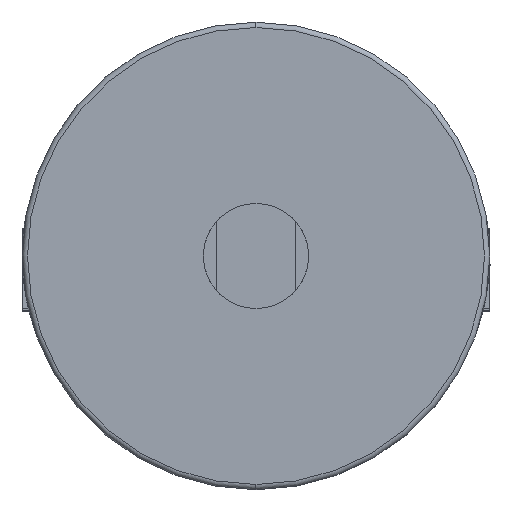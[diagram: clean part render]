
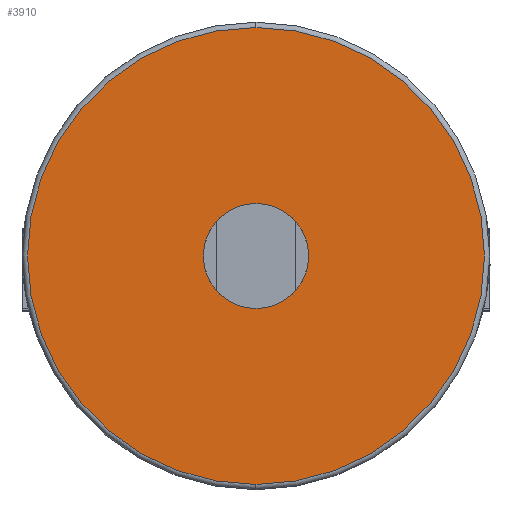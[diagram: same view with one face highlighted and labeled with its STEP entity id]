
A CAD part, left-side view. The second image highlights one B-rep face of the part: STEP entity #3910.
In plain terms, the highlighted planar face has unit normal (-1, 0, 0).
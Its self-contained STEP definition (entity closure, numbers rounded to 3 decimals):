
#217 = DIRECTION ( 'NONE',  ( 0., 0., 1. ) ) ;
#1075 = CIRCLE ( 'NONE', #13172, 43.5 ) ;
#1327 = CIRCLE ( 'NONE', #9571, 10. ) ;
#1889 = VERTEX_POINT ( 'NONE', #9395 ) ;
#2429 = DIRECTION ( 'NONE',  ( -1., 0., 0. ) ) ;
#2989 = VERTEX_POINT ( 'NONE', #7316 ) ;
#3642 = VERTEX_POINT ( 'NONE', #6732 ) ;
#3842 = EDGE_CURVE ( 'NONE', #3642, #2989, #11718, .T. ) ;
#3910 = ADVANCED_FACE ( 'NONE', ( #9380, #14447 ), #4823, .T. ) ;
#4253 = CIRCLE ( 'NONE', #5849, 10. ) ;
#4701 = EDGE_CURVE ( 'NONE', #10703, #1889, #1327, .T. ) ;
#4823 = PLANE ( 'NONE',  #10918 ) ;
#5383 = DIRECTION ( 'NONE',  ( -1., 0., 0. ) ) ;
#5602 = EDGE_CURVE ( 'NONE', #1889, #10703, #4253, .T. ) ;
#5849 = AXIS2_PLACEMENT_3D ( 'NONE', #12329, #5383, #13513 ) ;
#6181 = DIRECTION ( 'NONE',  ( -1., 0., 0. ) ) ;
#6226 = CARTESIAN_POINT ( 'NONE',  ( -125., 0., 10. ) ) ;
#6242 = AXIS2_PLACEMENT_3D ( 'NONE', #9418, #2429, #10581 ) ;
#6732 = CARTESIAN_POINT ( 'NONE',  ( -125., 0., -43.5 ) ) ;
#6749 = EDGE_LOOP ( 'NONE', ( #11723, #7845 ) ) ;
#6764 = DIRECTION ( 'NONE',  ( -1., 0., 0. ) ) ;
#7201 = DIRECTION ( 'NONE',  ( -1., 0., 0. ) ) ;
#7316 = CARTESIAN_POINT ( 'NONE',  ( -125., 0., 43.5 ) ) ;
#7845 = ORIENTED_EDGE ( 'NONE', *, *, #3842, .T. ) ;
#9138 = ORIENTED_EDGE ( 'NONE', *, *, #4701, .F. ) ;
#9380 = FACE_OUTER_BOUND ( 'NONE', #6749, .T. ) ;
#9395 = CARTESIAN_POINT ( 'NONE',  ( -125., 0., -10. ) ) ;
#9418 = CARTESIAN_POINT ( 'NONE',  ( -125., 0., 0. ) ) ;
#9571 = AXIS2_PLACEMENT_3D ( 'NONE', #13736, #6764, #14890 ) ;
#10581 = DIRECTION ( 'NONE',  ( 0., 0., 1. ) ) ;
#10703 = VERTEX_POINT ( 'NONE', #6226 ) ;
#10918 = AXIS2_PLACEMENT_3D ( 'NONE', #14161, #7201, #217 ) ;
#11468 = ORIENTED_EDGE ( 'NONE', *, *, #5602, .F. ) ;
#11718 = CIRCLE ( 'NONE', #6242, 43.5 ) ;
#11723 = ORIENTED_EDGE ( 'NONE', *, *, #12980, .T. ) ;
#12096 = EDGE_LOOP ( 'NONE', ( #11468, #9138 ) ) ;
#12329 = CARTESIAN_POINT ( 'NONE',  ( -125., 0., 0. ) ) ;
#12980 = EDGE_CURVE ( 'NONE', #2989, #3642, #1075, .T. ) ;
#13139 = CARTESIAN_POINT ( 'NONE',  ( -125., 0., 0. ) ) ;
#13172 = AXIS2_PLACEMENT_3D ( 'NONE', #13139, #6181, #14302 ) ;
#13513 = DIRECTION ( 'NONE',  ( 0., 0., 1. ) ) ;
#13736 = CARTESIAN_POINT ( 'NONE',  ( -125., 0., 0. ) ) ;
#14161 = CARTESIAN_POINT ( 'NONE',  ( -125., 44.5, 0. ) ) ;
#14302 = DIRECTION ( 'NONE',  ( 0., 0., 1. ) ) ;
#14447 = FACE_BOUND ( 'NONE', #12096, .T. ) ;
#14890 = DIRECTION ( 'NONE',  ( 0., 0., 1. ) ) ;
